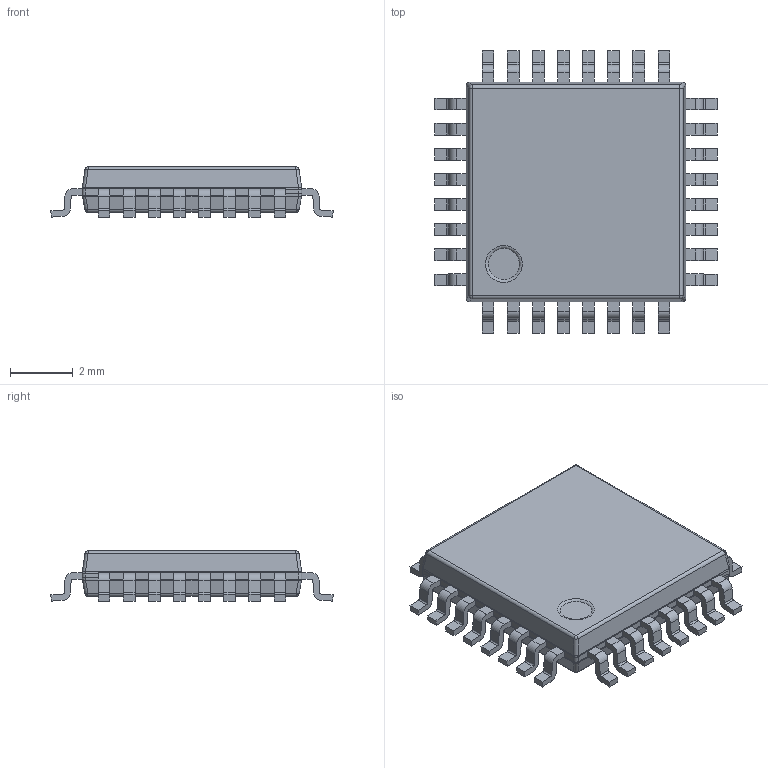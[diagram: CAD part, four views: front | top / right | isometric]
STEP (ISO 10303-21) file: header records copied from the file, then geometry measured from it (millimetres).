
FILE_DESCRIPTION(/* description */ (''),/* implementation_level */ '2;1');
FILE_NAME(/* name */ 'STMicroelectornics - LQFP-32 9x9MM.step',/* time_stamp */ '2020-05-15T18:17:26+01:00',/* author */ (''),/* organization */ (''),/* preprocessor_version */ 'ST-DEVELOPER v18.1',/* originating_system */ 'Autodesk Translation Framework v9.2.0.1227',/* authorisation */ '');
FILE_SCHEMA (('AUTOMOTIVE_DESIGN { 1 0 10303 214 3 1 1 }'));
Length unit declared in the file: millimetre
Products named in the file (1): STMicroelectornics - LQFP-32 9x9MM
Bounding box: 9 x 9 x 1.6 mm (x, y, z)
Volume: 72.8 mm3; surface area: 186.8 mm2
Topology: 1 solids, 1 shells, 450 faces, 1289 edges, 842 vertices
Faces by surface type: plane 277, cylinder 156, sphere 8, bspline 8, torus 1
Entity records: 15235 total; most frequent: CARTESIAN_POINT 2788, ORIENTED_EDGE 2578, DIRECTION 2500, EDGE_CURVE 1289, LINE 960, VECTOR 960, VERTEX_POINT 842, AXIS2_PLACEMENT_3D 770
